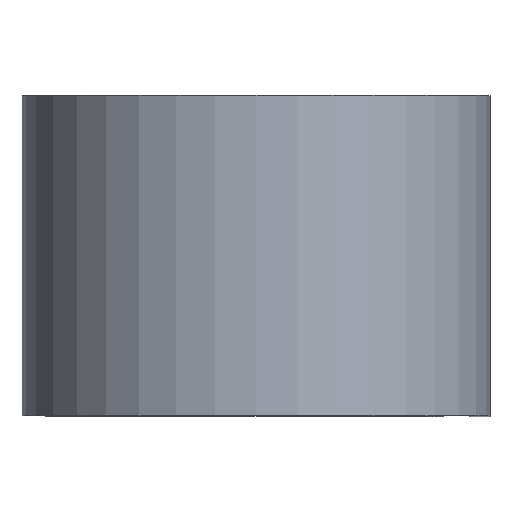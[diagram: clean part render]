
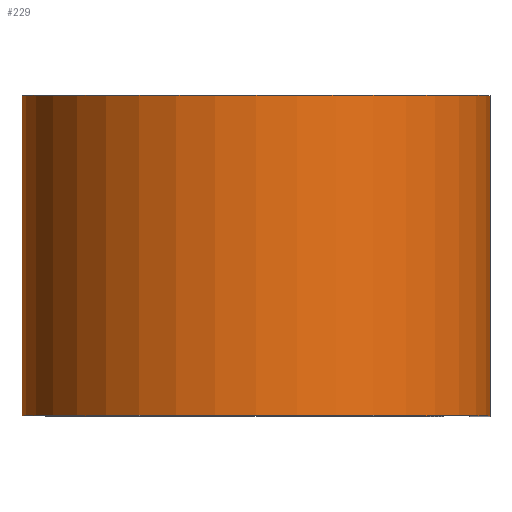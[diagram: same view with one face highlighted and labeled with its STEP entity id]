
A CAD part, top view. The second image highlights one B-rep face of the part: STEP entity #229.
In plain terms, the highlighted cylindrical face has radius 13.919 mm (diameter 27.838 mm), a partial arc.
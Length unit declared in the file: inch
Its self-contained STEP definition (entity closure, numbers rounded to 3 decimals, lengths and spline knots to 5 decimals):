
#9 = CIRCLE ( 'NONE', #409, 0.548 ) ;
#35 = DIRECTION ( 'NONE',  ( 0., 1., 0. ) ) ;
#37 = VECTOR ( 'NONE', #203, 39.37008 ) ;
#39 = EDGE_LOOP ( 'NONE', ( #614, #445, #250, #60 ) ) ;
#42 = LINE ( 'NONE', #587, #37 ) ;
#50 = CARTESIAN_POINT ( 'NONE',  ( 0., 0.375, 0. ) ) ;
#52 = CARTESIAN_POINT ( 'NONE',  ( 0., -0.375, 0. ) ) ;
#60 = ORIENTED_EDGE ( 'NONE', *, *, #623, .T. ) ;
#68 = FACE_OUTER_BOUND ( 'NONE', #39, .T. ) ;
#73 = VERTEX_POINT ( 'NONE', #428 ) ;
#76 = CARTESIAN_POINT ( 'NONE',  ( 0.548, -0.375, 0. ) ) ;
#77 = LINE ( 'NONE', #80, #655 ) ;
#80 = CARTESIAN_POINT ( 'NONE',  ( 0., 0.375, -0.548 ) ) ;
#130 = DIRECTION ( 'NONE',  ( 0., 0., -1. ) ) ;
#186 = VERTEX_POINT ( 'NONE', #279 ) ;
#187 = CARTESIAN_POINT ( 'NONE',  ( 0., 0.375, 0. ) ) ;
#196 = DIRECTION ( 'NONE',  ( 0., 1., 0. ) ) ;
#203 = DIRECTION ( 'NONE',  ( 0., -1., 0. ) ) ;
#229 = ADVANCED_FACE ( 'NONE', ( #68 ), #242, .T. ) ;
#242 = CYLINDRICAL_SURFACE ( 'NONE', #294, 0.548 ) ;
#250 = ORIENTED_EDGE ( 'NONE', *, *, #329, .F. ) ;
#279 = CARTESIAN_POINT ( 'NONE',  ( 0., 0.375, -0.548 ) ) ;
#294 = AXIS2_PLACEMENT_3D ( 'NONE', #187, #536, #130 ) ;
#299 = DIRECTION ( 'NONE',  ( 1., 0., 0. ) ) ;
#329 = EDGE_CURVE ( 'NONE', #186, #452, #9, .T. ) ;
#376 = EDGE_CURVE ( 'NONE', #452, #620, #42, .T. ) ;
#409 = AXIS2_PLACEMENT_3D ( 'NONE', #50, #35, #299 ) ;
#428 = CARTESIAN_POINT ( 'NONE',  ( 0., -0.375, -0.548 ) ) ;
#445 = ORIENTED_EDGE ( 'NONE', *, *, #376, .F. ) ;
#452 = VERTEX_POINT ( 'NONE', #516 ) ;
#492 = EDGE_CURVE ( 'NONE', #73, #620, #712, .T. ) ;
#516 = CARTESIAN_POINT ( 'NONE',  ( 0.548, 0.375, 0. ) ) ;
#536 = DIRECTION ( 'NONE',  ( 0., -1., 0. ) ) ;
#587 = CARTESIAN_POINT ( 'NONE',  ( 0.548, 0.375, 0. ) ) ;
#614 = ORIENTED_EDGE ( 'NONE', *, *, #492, .T. ) ;
#620 = VERTEX_POINT ( 'NONE', #76 ) ;
#623 = EDGE_CURVE ( 'NONE', #186, #73, #77, .T. ) ;
#655 = VECTOR ( 'NONE', #664, 39.37008 ) ;
#664 = DIRECTION ( 'NONE',  ( 0., -1., 0. ) ) ;
#702 = AXIS2_PLACEMENT_3D ( 'NONE', #52, #196, #725 ) ;
#712 = CIRCLE ( 'NONE', #702, 0.548 ) ;
#725 = DIRECTION ( 'NONE',  ( 1., 0., 0. ) ) ;
